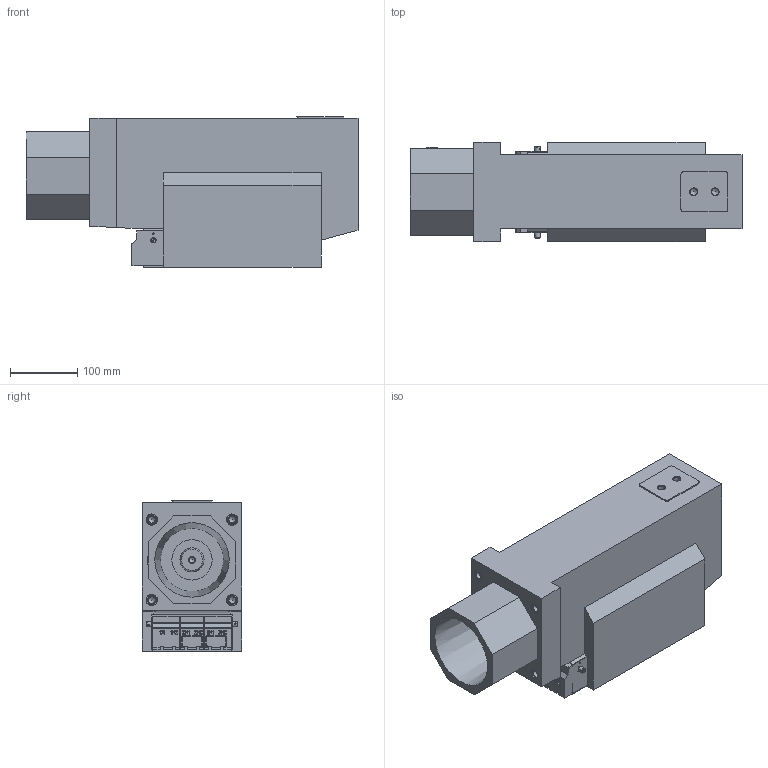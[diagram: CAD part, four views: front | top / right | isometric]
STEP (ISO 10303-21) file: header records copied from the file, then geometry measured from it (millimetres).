
FILE_DESCRIPTION(('STEP AP242'), '1');
FILE_NAME('ﾒﾋﾏ-10-6 ﾌ1 ﾀﾑ 1500ﾀ', '', ('UNSPECIFIED'), ('UNSPECIFIED'), 'ASCON STEP Converter 1.6', 'ASCON Math Kernel', '');
FILE_SCHEMA(('AP242_MANAGED_MODEL_BASED_3D_ENGINEERING_MIM_LF { 1 0 10303 442 1 1 4 }'));
Length unit declared in the file: millimetre
Products named in the file (11): ﾒﾋﾏ-10-6; Âòóëêà Ì6 âòîðè÷êà; Âòóëêà êðåïåæ Ì12
Assembly tree (29 placements, depth 3):
  (unnamed)
    ﾒﾋﾏ-10-6
    Âòóëêà Ì6 âòîðè÷êà  x6
    Âòóëêà êðåïåæ Ì12  x8
    (unnamed)
    (unnamed)  x2
    (unnamed)  x2
    (unnamed)  x6
      (unnamed)
      (unnamed)
      (unnamed)
Bounding box: 495 x 148 x 224 mm (x, y, z)
Volume: 10513103.3 mm3; surface area: 508769.4 mm2
Topology: 38 solids, 38 shells, 2793 faces, 7687 edges, 5073 vertices
Faces by surface type: cylinder 1653, plane 970, cone 132, torus 32, sphere 6
Full cylindrical faces by diameter (mm): 2 x2, 2.5 x2, 4 x12, 4.134 x2, 4.917 x6, 5 x10, 5.5 x2, 6 x6, 6.4 x6, 6.8 x2, 7 x6, 8 x14, 8.376 x1, 10 x30, 10.106 x10, 10.2 x8, 11.16 x2, 12 x6, 13 x8, 15 x16, 17 x32, 36 x1, 60 x1
Entity records: 107609 total; most frequent: CARTESIAN_POINT 20674, DIRECTION 14827, ORIENTED_EDGE 13652, EDGE_CURVE 6826, AXIS2_PLACEMENT_3D 5601, VERTEX_POINT 4631, LINE 3625, VECTOR 3625
